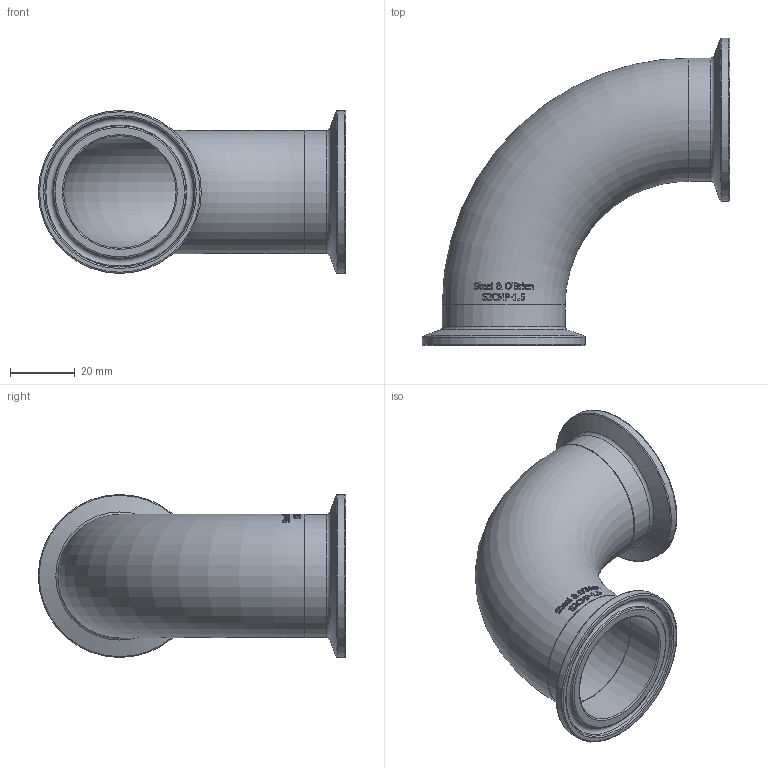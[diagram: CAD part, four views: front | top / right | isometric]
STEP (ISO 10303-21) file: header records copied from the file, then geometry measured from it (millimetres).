
FILE_DESCRIPTION(/* description */ (''),/* implementation_level */ '2;1');
FILE_NAME(/* name */ 'S2CMP-1.5.stp',/* time_stamp */ '2018-11-27T10:27:19-05:00',/* author */ ('ken'),/* organization */ (''),/* preprocessor_version */ 'ST-DEVELOPER v15.2',/* originating_system */ 'Autodesk Inventor 2014',/* authorisation */ '');
FILE_SCHEMA (('AUTOMOTIVE_DESIGN { 1 0 10303 214 3 1 1 }'));
Length unit declared in the file: inch
Products named in the file (1): S2CMP-1.5
Bounding box: 95.05 x 95.05 x 50.39 mm (x, y, z)
Volume: 27517.1 mm3; surface area: 30358.5 mm2
Topology: 1 solids, 1 shells, 396 faces, 1044 edges, 688 vertices
Faces by surface type: bspline 184, plane 148, torus 52, cylinder 6, cone 6
Full cylindrical faces by diameter (mm): 34.798 x2, 38.1 x2, 50.394 x2
Entity records: 15594 total; most frequent: CARTESIAN_POINT 7629, ORIENTED_EDGE 2024, EDGE_CURVE 1012, DIRECTION 830, VERTEX_POINT 688, B_SPLINE_CURVE_WITH_KNOTS 648, EDGE_LOOP 468, ADVANCED_FACE 396
